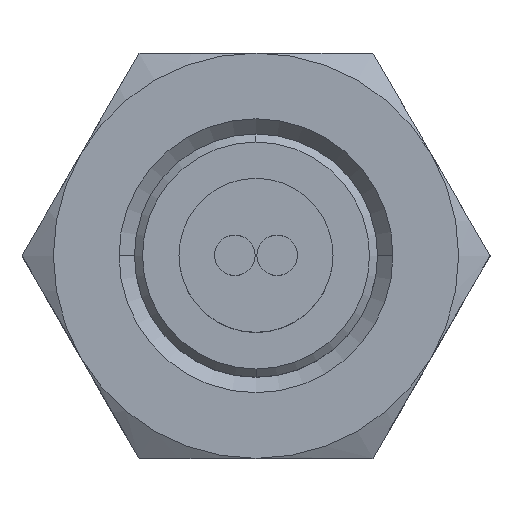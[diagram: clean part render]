
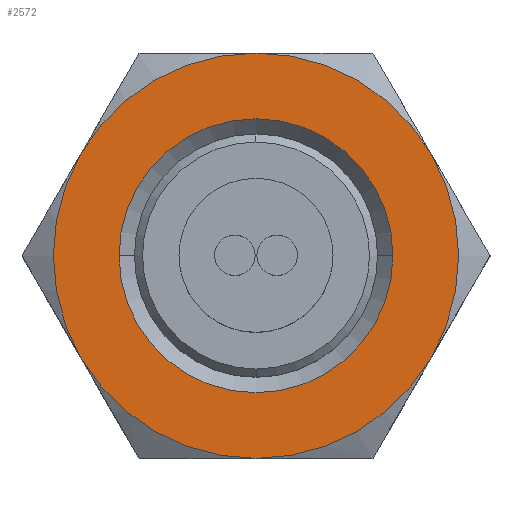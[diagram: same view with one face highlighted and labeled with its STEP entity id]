
A CAD part, top view. The second image highlights one B-rep face of the part: STEP entity #2572.
In plain terms, the highlighted planar face has unit normal (0, 0, 1).
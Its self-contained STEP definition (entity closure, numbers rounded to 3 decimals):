
#798=CARTESIAN_POINT('',(0.,0.,-5.5));
#799=DIRECTION('',(0.,0.,-1.));
#800=DIRECTION('',(-0.866,0.5,0.));
#801=AXIS2_PLACEMENT_3D('',#798,#799,#800);
#803=CARTESIAN_POINT('',(0.,0.,-5.5));
#804=DIRECTION('',(0.,0.,-1.));
#805=DIRECTION('',(0.,1.,0.));
#806=AXIS2_PLACEMENT_3D('',#803,#804,#805);
#808=CARTESIAN_POINT('',(0.,0.,-5.5));
#809=DIRECTION('',(0.,0.,-1.));
#810=DIRECTION('',(0.866,0.5,0.));
#811=AXIS2_PLACEMENT_3D('',#808,#809,#810);
#813=CARTESIAN_POINT('',(0.,0.,-5.5));
#814=DIRECTION('',(0.,0.,-1.));
#815=DIRECTION('',(1.,0.,0.));
#816=AXIS2_PLACEMENT_3D('',#813,#814,#815);
#818=CARTESIAN_POINT('',(0.,0.,-5.5));
#819=DIRECTION('',(0.,0.,-1.));
#820=DIRECTION('',(0.866,-0.5,0.));
#821=AXIS2_PLACEMENT_3D('',#818,#819,#820);
#823=CARTESIAN_POINT('',(0.,0.,-5.5));
#824=DIRECTION('',(0.,0.,-1.));
#825=DIRECTION('',(0.,-1.,0.));
#826=AXIS2_PLACEMENT_3D('',#823,#824,#825);
#828=CARTESIAN_POINT('',(0.,0.,-5.5));
#829=DIRECTION('',(0.,0.,1.));
#830=DIRECTION('',(-1.,0.,0.));
#831=AXIS2_PLACEMENT_3D('',#828,#829,#830);
#833=CARTESIAN_POINT('',(0.,0.,-5.5));
#834=DIRECTION('',(0.,0.,1.));
#835=DIRECTION('',(1.,0.,0.));
#836=AXIS2_PLACEMENT_3D('',#833,#834,#835);
#926=CARTESIAN_POINT('',(-4.33,-2.5,
-5.5));
#948=CARTESIAN_POINT('',(0.,0.,-5.5));
#949=DIRECTION('',(0.,0.,1.));
#950=DIRECTION('',(-0.866,0.5,0.));
#951=AXIS2_PLACEMENT_3D('',#948,#949,#950);
#1228=VERTEX_POINT('',#926);
#1230=CARTESIAN_POINT('',(-4.33,2.5,-5.5));
#1231=CARTESIAN_POINT('',(0.,5.,-5.5));
#1232=VERTEX_POINT('',#1230);
#1233=VERTEX_POINT('',#1231);
#1234=CARTESIAN_POINT('',(4.33,2.5,-5.5));
#1235=VERTEX_POINT('',#1234);
#1236=CARTESIAN_POINT('',(5.,0.,-5.5));
#1237=VERTEX_POINT('',#1236);
#1238=CARTESIAN_POINT('',(4.33,-2.5,-5.5));
#1239=VERTEX_POINT('',#1238);
#1240=CARTESIAN_POINT('',(0.,-5.,-5.5));
#1241=VERTEX_POINT('',#1240);
#1242=CARTESIAN_POINT('',(-3.38,0.,-5.5));
#1243=CARTESIAN_POINT('',(3.38,0.,-5.5));
#1244=VERTEX_POINT('',#1242);
#1245=VERTEX_POINT('',#1243);
#2546=CARTESIAN_POINT('',(0.,0.,-5.5));
#2547=DIRECTION('',(0.,0.,-1.));
#2548=DIRECTION('',(-1.,0.,0.));
#2549=AXIS2_PLACEMENT_3D('',#2546,#2547,#2548);
#2550=PLANE('',#2549);
#2552=ORIENTED_EDGE('',*,*,#2551,.T.);
#2553=ORIENTED_EDGE('',*,*,#2534,.T.);
#2555=ORIENTED_EDGE('',*,*,#2554,.T.);
#2557=ORIENTED_EDGE('',*,*,#2556,.T.);
#2559=ORIENTED_EDGE('',*,*,#2558,.T.);
#2561=ORIENTED_EDGE('',*,*,#2560,.T.);
#2563=ORIENTED_EDGE('',*,*,#2562,.F.);
#2564=EDGE_LOOP('',(#2552,#2553,#2555,#2557,#2559,#2561,#2563));
#2565=FACE_OUTER_BOUND('',#2564,.F.);
#2567=ORIENTED_EDGE('',*,*,#2566,.T.);
#2569=ORIENTED_EDGE('',*,*,#2568,.T.);
#2570=EDGE_LOOP('',(#2567,#2569));
#2571=FACE_BOUND('',#2570,.F.);
#2572=ADVANCED_FACE('',(#2565,#2571),#2550,.F.);
#802=CIRCLE('',#801,5.);
#807=CIRCLE('',#806,5.);
#812=CIRCLE('',#811,5.);
#817=CIRCLE('',#816,5.);
#822=CIRCLE('',#821,5.);
#827=CIRCLE('',#826,5.);
#832=CIRCLE('',#831,3.38);
#837=CIRCLE('',#836,3.38);
#952=CIRCLE('',#951,5.);
#2534=EDGE_CURVE('',#1233,#1235,#807,.T.);
#2551=EDGE_CURVE('',#1232,#1233,#802,.T.);
#2554=EDGE_CURVE('',#1235,#1237,#812,.T.);
#2556=EDGE_CURVE('',#1237,#1239,#817,.T.);
#2558=EDGE_CURVE('',#1239,#1241,#822,.T.);
#2560=EDGE_CURVE('',#1241,#1228,#827,.T.);
#2562=EDGE_CURVE('',#1232,#1228,#952,.T.);
#2566=EDGE_CURVE('',#1244,#1245,#832,.T.);
#2568=EDGE_CURVE('',#1245,#1244,#837,.T.);
